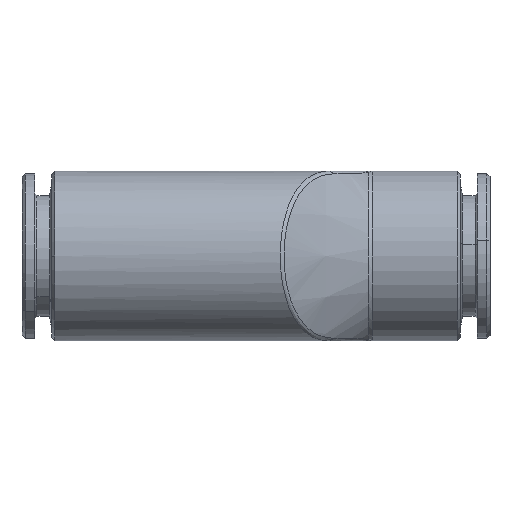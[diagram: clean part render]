
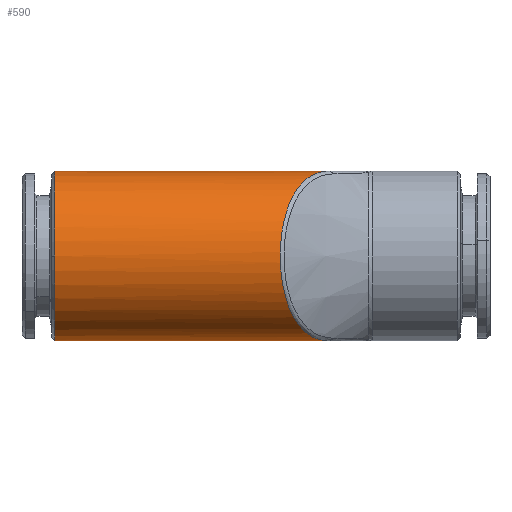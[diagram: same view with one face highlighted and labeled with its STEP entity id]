
A CAD part, left-side view. The second image highlights one B-rep face of the part: STEP entity #590.
In plain terms, the highlighted cylindrical face has radius 8 mm (diameter 16 mm), a partial arc.
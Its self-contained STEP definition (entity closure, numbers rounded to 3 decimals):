
#162 = VERTEX_POINT ( 'NONE', #2535 ) ;
#402 = VERTEX_POINT ( 'NONE', #1331 ) ;
#487 = EDGE_CURVE ( 'NONE', #402, #162, #3716, .T. ) ;
#508 = EDGE_CURVE ( 'NONE', #528, #515, #3886, .T. ) ;
#515 = VERTEX_POINT ( 'NONE', #3940 ) ;
#528 = VERTEX_POINT ( 'NONE', #3992 ) ;
#531 = EDGE_LOOP ( 'NONE', ( #532, #539, #656, #630, #594, #582, #614 ) ) ;
#532 = ORIENTED_EDGE ( 'NONE', *, *, #508, .F. ) ;
#539 = ORIENTED_EDGE ( 'NONE', *, *, #540, .T. ) ;
#540 = EDGE_CURVE ( 'NONE', #528, #402, #4010, .T. ) ;
#582 = ORIENTED_EDGE ( 'NONE', *, *, #583, .T. ) ;
#583 = EDGE_CURVE ( 'NONE', #596, #584, #4659, .T. ) ;
#584 = VERTEX_POINT ( 'NONE', #4692 ) ;
#590 = ADVANCED_FACE ( 'NONE', ( #4706 ), #4709, .T. ) ;
#593 = VERTEX_POINT ( 'NONE', #4733 ) ;
#594 = ORIENTED_EDGE ( 'NONE', *, *, #595, .T. ) ;
#595 = EDGE_CURVE ( 'NONE', #593, #596, #4732, .T. ) ;
#596 = VERTEX_POINT ( 'NONE', #4729 ) ;
#614 = ORIENTED_EDGE ( 'NONE', *, *, #654, .F. ) ;
#630 = ORIENTED_EDGE ( 'NONE', *, *, #631, .T. ) ;
#631 = EDGE_CURVE ( 'NONE', #162, #593, #4898, .T. ) ;
#654 = EDGE_CURVE ( 'NONE', #515, #584, #4838, .T. ) ;
#656 = ORIENTED_EDGE ( 'NONE', *, *, #487, .T. ) ;
#1331 = CARTESIAN_POINT ( 'NONE',  ( -16.25, 39.2, 0. ) ) ;
#2535 = CARTESIAN_POINT ( 'NONE',  ( -8.25, 39.2, -8. ) ) ;
#3698 = VECTOR ( 'NONE', #3706, 1000. ) ;
#3706 = DIRECTION ( 'NONE',  ( 0., -1., 0. ) ) ;
#3715 = DIRECTION ( 'NONE',  ( 1., 0., 0. ) ) ;
#3716 = CIRCLE ( 'NONE', #3722, 8. ) ;
#3718 = CARTESIAN_POINT ( 'NONE',  ( -8.25, 39.2, 0. ) ) ;
#3722 = AXIS2_PLACEMENT_3D ( 'NONE', #3718, #3723, #3715 ) ;
#3723 = DIRECTION ( 'NONE',  ( 0., -1., 0. ) ) ;
#3885 = CARTESIAN_POINT ( 'NONE',  ( -8.25, 27.5, 8. ) ) ;
#3886 = LINE ( 'NONE', #3885, #3698 ) ;
#3940 = CARTESIAN_POINT ( 'NONE',  ( -8.25, 25.768, 8. ) ) ;
#3992 = CARTESIAN_POINT ( 'NONE',  ( -8.25, 39.2, 8. ) ) ;
#4010 = CIRCLE ( 'NONE', #4012, 8. ) ;
#4011 = DIRECTION ( 'NONE',  ( 1., 0., 0. ) ) ;
#4012 = AXIS2_PLACEMENT_3D ( 'NONE', #4020, #4013, #4011 ) ;
#4013 = DIRECTION ( 'NONE',  ( 0., -1., 0. ) ) ;
#4020 = CARTESIAN_POINT ( 'NONE',  ( -8.25, 39.2, 0. ) ) ;
#4449 = CARTESIAN_POINT ( 'NONE',  ( -8.719, 13.689, 8. ) ) ;
#4523 = CARTESIAN_POINT ( 'NONE',  ( -8.25, 13.364, 8. ) ) ;
#4616 = CARTESIAN_POINT ( 'NONE',  ( -13.863, 16.745, 5.707 ) ) ;
#4617 = CARTESIAN_POINT ( 'NONE',  ( -14.051, 16.845, 5.515 ) ) ;
#4618 = CARTESIAN_POINT ( 'NONE',  ( -14.409, 17.033, 5.113 ) ) ;
#4619 = CARTESIAN_POINT ( 'NONE',  ( -15.297, 17.489, -3.796 ) ) ;
#4620 = CARTESIAN_POINT ( 'NONE',  ( -15.02, 17.348, -4.271 ) ) ;
#4621 = CARTESIAN_POINT ( 'NONE',  ( -14.871, 17.272, -4.498 ) ) ;
#4622 = CARTESIAN_POINT ( 'NONE',  ( -10.127, 14.61, -7.84 ) ) ;
#4623 = CARTESIAN_POINT ( 'NONE',  ( -9.186, 14.013, -8. ) ) ;
#4624 = CARTESIAN_POINT ( 'NONE',  ( -8.25, 13.364, -8. ) ) ;
#4625 = CARTESIAN_POINT ( 'NONE',  ( -15.785, 17.734, 2.746 ) ) ;
#4626 = CARTESIAN_POINT ( 'NONE',  ( -15.958, 17.82, 2.215 ) ) ;
#4627 = CARTESIAN_POINT ( 'NONE',  ( -14.577, 17.12, 4.903 ) ) ;
#4628 = CARTESIAN_POINT ( 'NONE',  ( -14.894, 17.284, 4.464 ) ) ;
#4629 = CARTESIAN_POINT ( 'NONE',  ( -14.396, 17.027, -5.149 ) ) ;
#4630 = CARTESIAN_POINT ( 'NONE',  ( -14.042, 16.841, -5.544 ) ) ;
#4631 = CARTESIAN_POINT ( 'NONE',  ( -16.125, 17.903, -1.437 ) ) ;
#4632 = CARTESIAN_POINT ( 'NONE',  ( -15.944, 17.813, -2.262 ) ) ;
#4633 = CARTESIAN_POINT ( 'NONE',  ( -15.769, 17.726, -2.789 ) ) ;
#4634 = CARTESIAN_POINT ( 'NONE',  ( -15.426, 17.554, -3.547 ) ) ;
#4635 = CARTESIAN_POINT ( 'NONE',  ( -12.627, 16.072, -6.701 ) ) ;
#4636 = CARTESIAN_POINT ( 'NONE',  ( -11.976, 15.706, -7.097 ) ) ;
#4637 = CARTESIAN_POINT ( 'NONE',  ( -11.524, 15.444, -7.316 ) ) ;
#4638 = CARTESIAN_POINT ( 'NONE',  ( -15.042, 17.36, 4.236 ) ) ;
#4639 = CARTESIAN_POINT ( 'NONE',  ( -15.317, 17.499, 3.759 ) ) ;
#4640 = CARTESIAN_POINT ( 'NONE',  ( -15.444, 17.564, 3.51 ) ) ;
#4641 = CARTESIAN_POINT ( 'NONE',  ( -9.192, 14.003, 7.959 ) ) ;
#4642 = CARTESIAN_POINT ( 'NONE',  ( -10.142, 14.61, 7.788 ) ) ;
#4643 = CARTESIAN_POINT ( 'NONE',  ( -10.613, 14.9, 7.659 ) ) ;
#4644 = CARTESIAN_POINT ( 'NONE',  ( -11.305, 15.313, 7.398 ) ) ;
#4645 = CARTESIAN_POINT ( 'NONE',  ( -11.534, 15.448, 7.299 ) ) ;
#4646 = CARTESIAN_POINT ( 'NONE',  ( -11.986, 15.709, 7.079 ) ) ;
#4647 = CARTESIAN_POINT ( 'NONE',  ( -12.211, 15.838, 6.955 ) ) ;
#4648 = CARTESIAN_POINT ( 'NONE',  ( -12.867, 16.207, 6.554 ) ) ;
#4649 = CARTESIAN_POINT ( 'NONE',  ( -13.281, 16.433, 6.242 ) ) ;
#4650 = CARTESIAN_POINT ( 'NONE',  ( -16.233, 17.956, -0.59 ) ) ;
#4651 = CARTESIAN_POINT ( 'NONE',  ( -16.171, 17.926, -1.154 ) ) ;
#4652 = CARTESIAN_POINT ( 'NONE',  ( -16.134, 17.907, 1.385 ) ) ;
#4653 = CARTESIAN_POINT ( 'NONE',  ( -16.179, 17.929, 1.102 ) ) ;
#4654 = CARTESIAN_POINT ( 'NONE',  ( -16.237, 17.958, 0.539 ) ) ;
#4655 = CARTESIAN_POINT ( 'NONE',  ( -13.457, 16.527, -6.079 ) ) ;
#4656 = CARTESIAN_POINT ( 'NONE',  ( -13.253, 16.417, -6.248 ) ) ;
#4657 = CARTESIAN_POINT ( 'NONE',  ( -12.839, 16.189, -6.558 ) ) ;
#4658 = CARTESIAN_POINT ( 'NONE',  ( -16.265, 17.971, -0.025 ) ) ;
#4659 = B_SPLINE_CURVE_WITH_KNOTS ( 'NONE', 3,
 ( #4624, #4623, #4622, #4637, #4636, #4635, #4657, #4656, #4655, #4630, #4629, #4621, #4620, #4619, #4634, #4633, #4632, #4631, #4651, #4650, #4658, #4654, #4653, #4652, #4626, #4625, #4640, #4639, #4638, #4628, #4627, #4618, #4617, #4616, #4649, #4648, #4647, #4646, #4645, #4644, #4643, #4642, #4641, #4449, #4523 ),
 .UNSPECIFIED., .F., .F.,
 ( 4, 2, 2, 2, 2, 2, 2, 2, 2, 2, 1, 2, 2, 2, 2, 2, 2, 2, 2, 2, 2, 2, 4 ),
 ( 0., 0.003, 0.005, 0.006, 0.007, 0.008, 0.009, 0.01, 0.012, 0.013, 0.014, 0.014, 0.015, 0.017, 0.018, 0.019, 0.019, 0.02, 0.022, 0.023, 0.024, 0.025, 0.027 ),
 .UNSPECIFIED. ) ;
#4692 = CARTESIAN_POINT ( 'NONE',  ( -8.25, 13.364, 8. ) ) ;
#4706 = FACE_OUTER_BOUND ( 'NONE', #531, .T. ) ;
#4709 = CYLINDRICAL_SURFACE ( 'NONE', #4716, 8. ) ;
#4710 = CARTESIAN_POINT ( 'NONE',  ( -8.25, 27.5, 0. ) ) ;
#4711 = DIRECTION ( 'NONE',  ( 0., -1., 0. ) ) ;
#4716 = AXIS2_PLACEMENT_3D ( 'NONE', #4710, #4711, #4717 ) ;
#4717 = DIRECTION ( 'NONE',  ( 0., 0., -1. ) ) ;
#4723 = CARTESIAN_POINT ( 'NONE',  ( -8.25, 27.5, -8. ) ) ;
#4729 = CARTESIAN_POINT ( 'NONE',  ( -8.25, 13.364, -8. ) ) ;
#4731 = VECTOR ( 'NONE', #4734, 1000. ) ;
#4732 = LINE ( 'NONE', #4723, #4731 ) ;
#4733 = CARTESIAN_POINT ( 'NONE',  ( -8.25, 25.768, -8. ) ) ;
#4734 = DIRECTION ( 'NONE',  ( 0., -1., 0. ) ) ;
#4813 = VECTOR ( 'NONE', #4827, 1000. ) ;
#4827 = DIRECTION ( 'NONE',  ( 0., -1., 0. ) ) ;
#4830 = CARTESIAN_POINT ( 'NONE',  ( -8.25, 27.5, 8. ) ) ;
#4838 = LINE ( 'NONE', #4830, #4813 ) ;
#4865 = DIRECTION ( 'NONE',  ( 0., -1., 0. ) ) ;
#4896 = VECTOR ( 'NONE', #4865, 1000. ) ;
#4897 = CARTESIAN_POINT ( 'NONE',  ( -8.25, 27.5, -8. ) ) ;
#4898 = LINE ( 'NONE', #4897, #4896 ) ;
